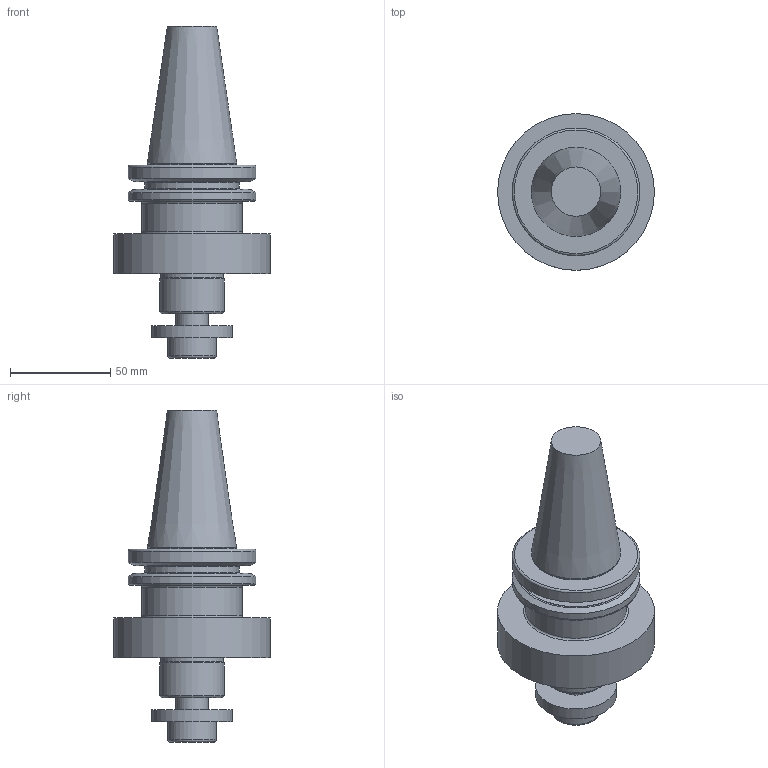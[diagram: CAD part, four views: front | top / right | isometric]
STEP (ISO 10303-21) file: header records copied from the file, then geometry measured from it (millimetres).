
FILE_DESCRIPTION(/* description */ ('3-D model version:1'),/* implementation_level */ '2;1');
FILE_NAME(/* name */ '392.54005C4032055',/* time_stamp */ '2016-12-02T13:59:05',/* author */ ('InteractiveCad'),/* organization */ ('AB Sandvik Coromant'),/* preprocessor_version */ 'ST-DEVELOPER v11',/* originating_system */ 'SIEMENS UGS NX 6.0',/* authorization */ '');
FILE_SCHEMA(('AUTOMOTIVE_DESIGN'));
Length unit declared in the file: millimetre
Products named in the file (1): 392.54005C4032055_635398898489262096_1_stp
Bounding box: 78 x 78 x 165.2 mm (x, y, z)
Volume: 273135.2 mm3; surface area: 37925.6 mm2
Topology: 1 solids, 1 shells, 44 faces, 73 edges, 43 vertices
Faces by surface type: plane 14, cylinder 14, cone 9, torus 7
Full cylindrical faces by diameter (mm): 16 x1, 17 x1, 24 x1, 31.292 x1, 31.992 x1, 40 x1, 43.85 x1, 46.88 x1, 50 x1, 56 x2, 63.5 x2, 78 x1
Entity records: 912 total; most frequent: DIRECTION 182, CARTESIAN_POINT 134, AXIS2_PLACEMENT_3D 91, EDGE_LOOP 86, ORIENTED_EDGE 86, FACE_BOUND 84, ADVANCED_FACE 44, VERTEX_POINT 43
